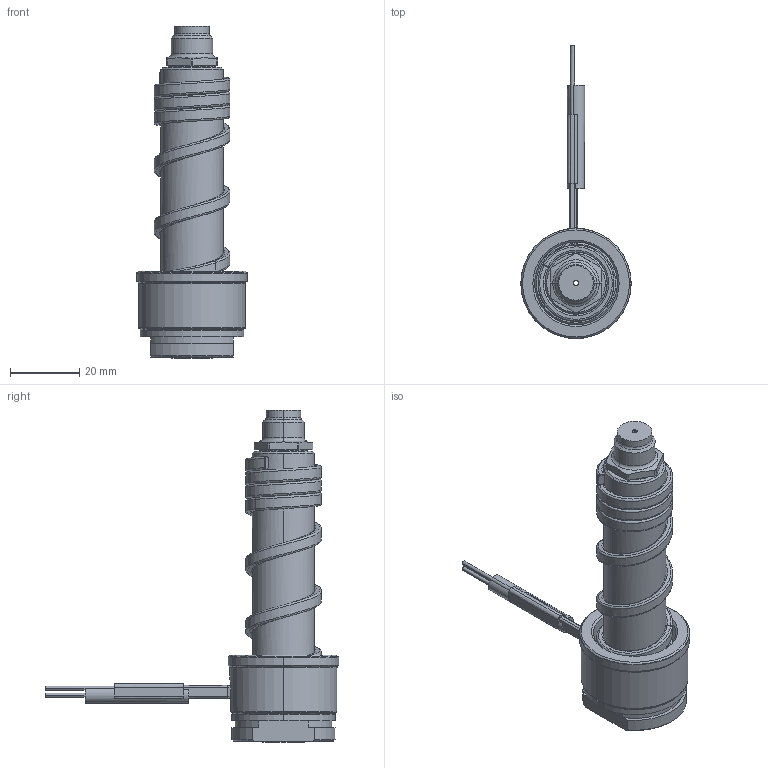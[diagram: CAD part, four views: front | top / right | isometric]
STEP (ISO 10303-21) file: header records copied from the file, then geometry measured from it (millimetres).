
FILE_DESCRIPTION((''),'2;1');
FILE_NAME('SM-96-AEM-N','2014-02-14T',('Íàòàëüÿ'),('IMID'),'PRO/ENGINEER BY PARAMETRIC TECHNOLOGY CORPORATION, 2010480','PRO/ENGINEER BY PARAMETRIC TECHNOLOGY CORPORATION, 2010480','');
FILE_SCHEMA(('CONFIG_CONTROL_DESIGN'));
Length unit declared in the file: millimetre
Products named in the file (1): SM-96-AEM-N
Bounding box: 32 x 85 x 96.2 mm (x, y, z)
Volume: 32066.7 mm3; surface area: 18088.8 mm2
Topology: 1 solids, 7 shells, 298 faces, 759 edges, 450 vertices
Faces by surface type: cylinder 102, bspline 54, cone 52, plane 48, torus 24, revolution 9, extrusion 7, sphere 2
Entity records: 16115 total; most frequent: CARTESIAN_POINT 9240, ORIENTED_EDGE 1478, DIRECTION 1343, EDGE_CURVE 751, AXIS2_PLACEMENT_3D 533, VERTEX_POINT 450, EDGE_LOOP 319, CIRCLE 304
